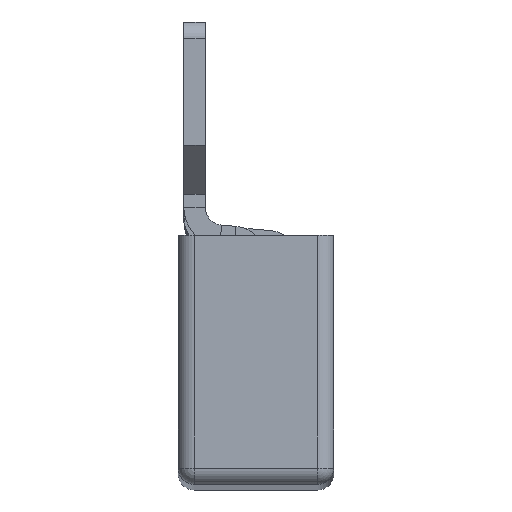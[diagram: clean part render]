
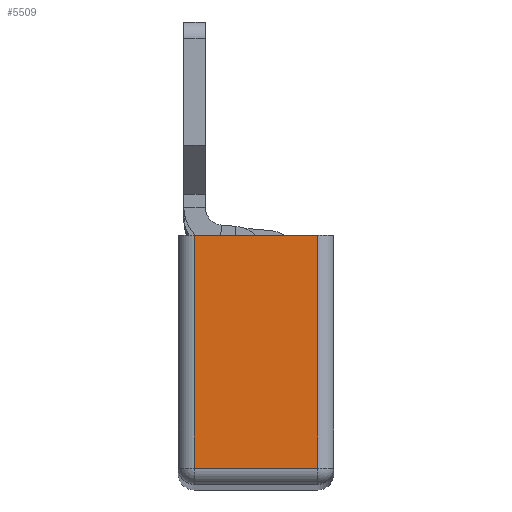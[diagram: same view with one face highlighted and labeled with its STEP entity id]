
A CAD part, top view. The second image highlights one B-rep face of the part: STEP entity #5509.
In plain terms, the highlighted planar face has unit normal (0, 0, 1).
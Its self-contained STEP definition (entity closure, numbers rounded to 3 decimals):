
#229=FACE_OUTER_BOUND('',#537,.T.);
#537=EDGE_LOOP('',(#3948,#3949,#3950,#3951));
#1126=LINE('',#8342,#1710);
#1128=LINE('',#8350,#1712);
#1131=LINE('',#8363,#1715);
#1135=LINE('',#8376,#1719);
#1710=VECTOR('',#6753,14.2);
#1712=VECTOR('',#6761,7.5);
#1715=VECTOR('',#6776,14.2);
#1719=VECTOR('',#6790,7.5);
#2291=VERTEX_POINT('',#8339);
#2292=VERTEX_POINT('',#8341);
#2295=VERTEX_POINT('',#8349);
#2297=VERTEX_POINT('',#8357);
#2867=EDGE_CURVE('',#2291,#2292,#1126,.T.);
#2871=EDGE_CURVE('',#2292,#2295,#1128,.T.);
#2878=EDGE_CURVE('',#2295,#2297,#1131,.T.);
#2885=EDGE_CURVE('',#2297,#2291,#1135,.T.);
#3948=ORIENTED_EDGE('',*,*,#2867,.F.);
#3949=ORIENTED_EDGE('',*,*,#2885,.F.);
#3950=ORIENTED_EDGE('',*,*,#2878,.F.);
#3951=ORIENTED_EDGE('',*,*,#2871,.F.);
#4976=PLANE('',#5899);
#5509=ADVANCED_FACE('',(#229),#4976,.T.);
#5899=AXIS2_PLACEMENT_3D('',#8445,#6836,#6837);
#6753=DIRECTION('',(0.,-1.,0.));
#6761=DIRECTION('',(-1.,0.,0.));
#6776=DIRECTION('',(0.,1.,0.));
#6790=DIRECTION('',(1.,0.,0.));
#6836=DIRECTION('center_axis',(0.,0.,
1.));
#6837=DIRECTION('ref_axis',(1.,0.,0.));
#8339=CARTESIAN_POINT('',(-19.324,15.602,190.75));
#8341=CARTESIAN_POINT('',(-19.324,1.402,190.75));
#8342=CARTESIAN_POINT('',(-19.324,12.069,190.75));
#8349=CARTESIAN_POINT('',(-26.824,1.402,190.75));
#8350=CARTESIAN_POINT('',(-20.699,1.402,190.75));
#8357=CARTESIAN_POINT('',(-26.824,15.602,190.75));
#8363=CARTESIAN_POINT('',(-26.824,4.469,190.75));
#8376=CARTESIAN_POINT('',(-18.324,15.602,190.75));
#8445=CARTESIAN_POINT('Origin',(-23.074,8.536,190.75));
